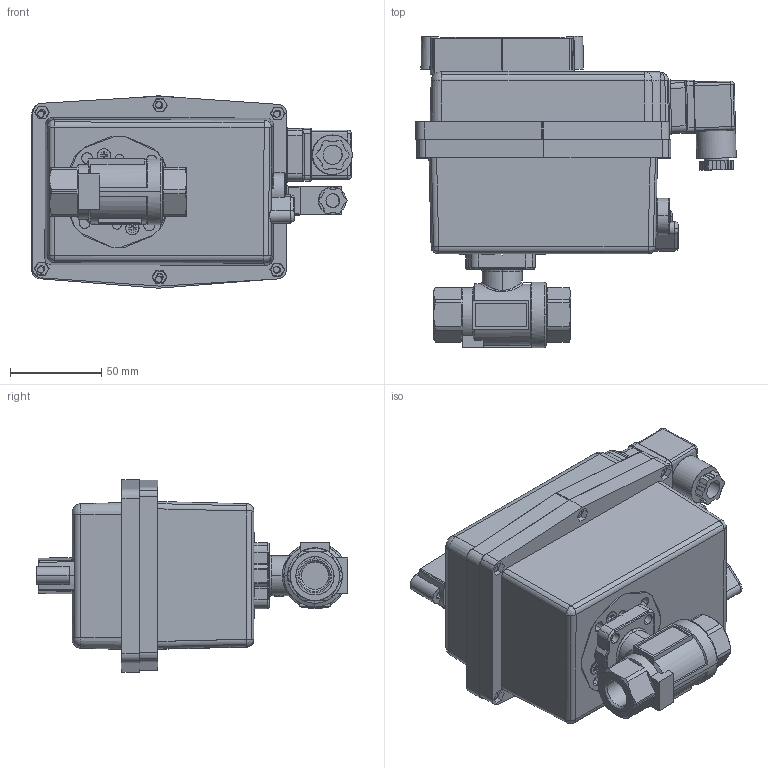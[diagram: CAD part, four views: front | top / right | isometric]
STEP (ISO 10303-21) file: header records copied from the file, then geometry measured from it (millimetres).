
FILE_DESCRIPTION (( 'STEP AP214' ), '1' );
FILE_NAME ('EK02_DN10_LH10.STEP', '2022-01-21T12:35:21', ( '' ), ( '' ), 'SwSTEP 2.0', 'SolidWorks 2021', '' );
FILE_SCHEMA (( 'AUTOMOTIVE_DESIGN' ));
Length unit declared in the file: metre
Products named in the file (1): EK02_DN10_LH10
Bounding box: 175.46 x 170.67 x 105.32 mm (x, y, z)
Surface area: 103632.2 mm2 (no closed solid volume)
Topology: 0 solids, 868 shells, 964 faces, 4933 edges, 4824 vertices
Faces by surface type: plane 427, cylinder 352, bspline 109, cone 70, torus 6
Entity records: 78709 total; most frequent: CARTESIAN_POINT 32037, DIRECTION 6691, ORIENTED_EDGE 5073, EDGE_CURVE 4922, VERTEX_POINT 4824, VECTOR 2897, LINE 2897, AXIS2_PLACEMENT_3D 1897
